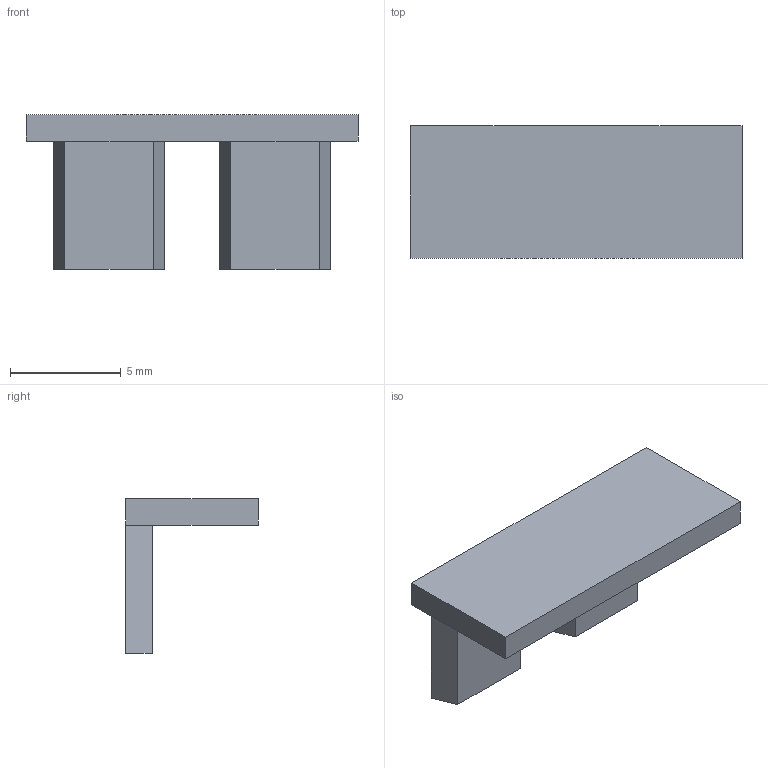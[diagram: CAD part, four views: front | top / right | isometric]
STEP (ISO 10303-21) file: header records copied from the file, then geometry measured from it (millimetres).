
FILE_DESCRIPTION(('CATIA V5R24 STEP','CAx-IF Rec.Pracs.--- Model Styling and Organization---1.2---2011-12-15'),'2;1');
FILE_NAME ('D1463252_0', '2018-02-12T14:34:09+00:00', ('Weidmueller Interface'), ('Weidmueller'), 'CATIA Version 5-6 Release 2014 SP4 HF52', 'CATIA V5 STEP AP214', 'none');
FILE_SCHEMA(('AUTOMOTIVE_DESIGN { 1 0 10303 214 1 1 1 1 }'));
Length unit declared in the file: millimetre
Products named in the file (1): ESG 6/15 SDI 2 CO
Bounding box: 15 x 6 x 7 mm (x, y, z)
Volume: 170.6 mm3; surface area: 365 mm2
Topology: 1 solids, 1 shells, 14 faces, 36 edges, 24 vertices
Faces by surface type: plane 14
Entity records: 432 total; most frequent: CARTESIAN_POINT 73, ORIENTED_EDGE 72, DIRECTION 60, VECTOR 36, EDGE_CURVE 36, LINE 36, VERTEX_POINT 24, ADVANCED_FACE 14
